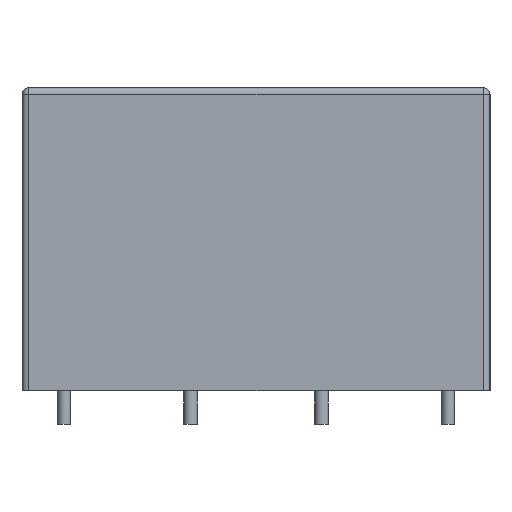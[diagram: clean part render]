
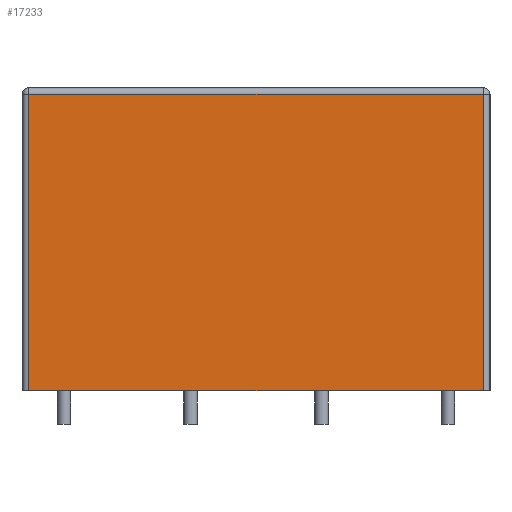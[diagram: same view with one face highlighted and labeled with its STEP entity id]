
A CAD part, left-side view. The second image highlights one B-rep face of the part: STEP entity #17233.
In plain terms, the highlighted planar face has unit normal (-1, 0, 0).
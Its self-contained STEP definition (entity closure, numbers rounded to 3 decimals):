
#2095=FACE_OUTER_BOUND('',#3130,.T.);
#3130=EDGE_LOOP('',(#15614,#15615,#15616,#15617));
#4883=LINE('',#31092,#6640);
#4886=LINE('',#31105,#6643);
#4888=LINE('',#31109,#6645);
#4892=LINE('',#31118,#6649);
#6640=VECTOR('',#20987,10.);
#6643=VECTOR('',#21002,10.);
#6645=VECTOR('',#21008,10.);
#6649=VECTOR('',#21022,10.);
#8274=VERTEX_POINT('',#31085);
#8276=VERTEX_POINT('',#31090);
#8277=VERTEX_POINT('',#31095);
#8279=VERTEX_POINT('',#31101);
#10717=EDGE_CURVE('',#8276,#8274,#4883,.T.);
#10724=EDGE_CURVE('',#8277,#8279,#4886,.T.);
#10726=EDGE_CURVE('',#8274,#8277,#4888,.T.);
#10730=EDGE_CURVE('',#8279,#8276,#4892,.T.);
#15614=ORIENTED_EDGE('',*,*,#10717,.F.);
#15615=ORIENTED_EDGE('',*,*,#10730,.F.);
#15616=ORIENTED_EDGE('',*,*,#10724,.F.);
#15617=ORIENTED_EDGE('',*,*,#10726,.F.);
#16211=PLANE('',#17924);
#17233=ADVANCED_FACE('',(#2095),#16211,.T.);
#17924=AXIS2_PLACEMENT_3D('',#31117,#21020,#21021);
#20987=DIRECTION('',(0.,0.,1.));
#21002=DIRECTION('',(0.,0.,-1.));
#21008=DIRECTION('',(0.,-1.,0.));
#21020=DIRECTION('center_axis',(-1.,0.,0.));
#21021=DIRECTION('ref_axis',(0.,-1.,0.));
#21022=DIRECTION('',(0.,1.,0.));
#31085=CARTESIAN_POINT('',(-23.45,13.5,17.6));
#31090=CARTESIAN_POINT('',(-23.45,13.5,0.));
#31092=CARTESIAN_POINT('',(-23.45,13.5,0.));
#31095=CARTESIAN_POINT('',(-23.45,-13.5,17.6));
#31101=CARTESIAN_POINT('',(-23.45,-13.5,0.));
#31105=CARTESIAN_POINT('',(-23.45,-13.5,0.));
#31109=CARTESIAN_POINT('',(-23.45,6.95,17.6));
#31117=CARTESIAN_POINT('Origin',(-23.45,13.9,0.));
#31118=CARTESIAN_POINT('',(-23.45,-13.9,0.));
